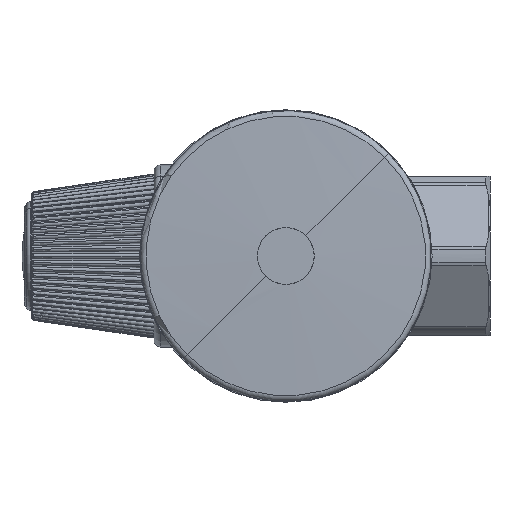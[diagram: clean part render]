
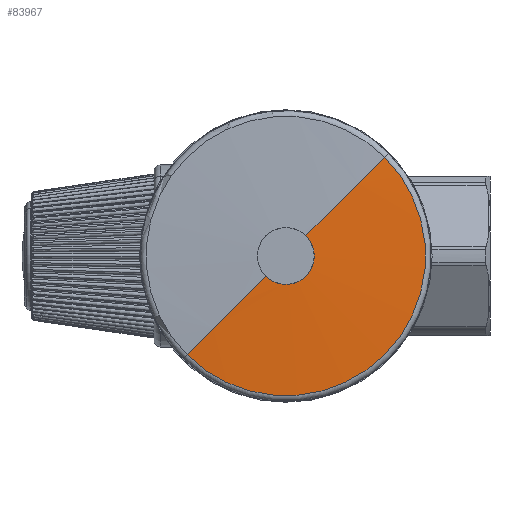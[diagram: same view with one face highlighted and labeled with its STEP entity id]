
A CAD part, left-side view. The second image highlights one B-rep face of the part: STEP entity #83967.
In plain terms, the highlighted spherical face has radius 450 mm.
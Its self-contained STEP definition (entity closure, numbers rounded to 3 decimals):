
#83692=CARTESIAN_POINT('Vertex',(-58.891,26.748,-16.548)) ;
#83706=CARTESIAN_POINT('Vertex',(-58.891,-6.348,16.548)) ;
#83735=CARTESIAN_POINT('Axis2P3D Location',(-58.891,10.2,0.)) ;
#83739=CARTESIAN_POINT('Vertex',(-58.891,-6.348,-16.548)) ;
#83742=CARTESIAN_POINT('Axis2P3D Location',(-58.891,10.2,0.)) ;
#83891=CARTESIAN_POINT('Axis2P3D Location',(390.5,10.2,0.)) ;
#83895=CARTESIAN_POINT('Vertex',(-59.475,13.559,-3.359)) ;
#83916=CARTESIAN_POINT('Vertex',(-59.475,6.841,3.359)) ;
#83919=CARTESIAN_POINT('Axis2P3D Location',(390.5,10.2,0.)) ;
#83934=CARTESIAN_POINT('Axis2P3D Location',(390.5,10.2,0.)) ;
#83939=CARTESIAN_POINT('Axis2P3D Location',(-59.475,10.2,0.)) ;
#83943=CARTESIAN_POINT('Vertex',(-59.475,5.45,0.)) ;
#83946=CARTESIAN_POINT('Axis2P3D Location',(-59.475,10.2,0.)) ;
#83950=CARTESIAN_POINT('Vertex',(-59.475,6.841,-3.359)) ;
#83953=CARTESIAN_POINT('Axis2P3D Location',(-59.475,10.2,0.)) ;
#83736=DIRECTION('Axis2P3D Direction',(-1.,0.,0.)) ;
#83743=DIRECTION('Axis2P3D Direction',(-1.,0.,0.)) ;
#83892=DIRECTION('Axis2P3D Direction',(0.,0.707,0.707)) ;
#83920=DIRECTION('Axis2P3D Direction',(0.,-0.707,-0.707)) ;
#83935=DIRECTION('Axis2P3D Direction',(-1.,0.,0.)) ;
#83936=DIRECTION('Axis2P3D XDirection',(0.,-0.707,-0.707)) ;
#83940=DIRECTION('Axis2P3D Direction',(-1.,0.,0.)) ;
#83947=DIRECTION('Axis2P3D Direction',(-1.,0.,0.)) ;
#83954=DIRECTION('Axis2P3D Direction',(-1.,0.,0.)) ;
#83737=AXIS2_PLACEMENT_3D('Circle Axis2P3D',#83735,#83736,$) ;
#83744=AXIS2_PLACEMENT_3D('Circle Axis2P3D',#83742,#83743,$) ;
#83893=AXIS2_PLACEMENT_3D('Circle Axis2P3D',#83891,#83892,$) ;
#83921=AXIS2_PLACEMENT_3D('Circle Axis2P3D',#83919,#83920,$) ;
#83937=AXIS2_PLACEMENT_3D('Sphere Axis2P3D',#83934,#83935,#83936) ;
#83941=AXIS2_PLACEMENT_3D('Circle Axis2P3D',#83939,#83940,$) ;
#83948=AXIS2_PLACEMENT_3D('Circle Axis2P3D',#83946,#83947,$) ;
#83955=AXIS2_PLACEMENT_3D('Circle Axis2P3D',#83953,#83954,$) ;
#83738=CIRCLE('generated circle',#83737,23.402) ;
#83745=CIRCLE('generated circle',#83744,23.402) ;
#83894=CIRCLE('generated circle',#83893,450.) ;
#83922=CIRCLE('generated circle',#83921,450.) ;
#83942=CIRCLE('generated circle',#83941,4.75) ;
#83949=CIRCLE('generated circle',#83948,4.75) ;
#83956=CIRCLE('generated circle',#83955,4.75) ;
#83938=SPHERICAL_SURFACE('',#83937,450.) ;
#83741=EDGE_CURVE('',#83707,#83740,#83738,.F.) ;
#83746=EDGE_CURVE('',#83740,#83693,#83745,.F.) ;
#83897=EDGE_CURVE('',#83896,#83693,#83894,.F.) ;
#83923=EDGE_CURVE('',#83917,#83707,#83922,.F.) ;
#83945=EDGE_CURVE('',#83917,#83944,#83942,.F.) ;
#83952=EDGE_CURVE('',#83944,#83951,#83949,.F.) ;
#83957=EDGE_CURVE('',#83951,#83896,#83956,.F.) ;
#83959=ORIENTED_EDGE('',*,*,#83746,.F.) ;
#83960=ORIENTED_EDGE('',*,*,#83741,.F.) ;
#83961=ORIENTED_EDGE('',*,*,#83923,.F.) ;
#83962=ORIENTED_EDGE('',*,*,#83945,.T.) ;
#83963=ORIENTED_EDGE('',*,*,#83952,.T.) ;
#83964=ORIENTED_EDGE('',*,*,#83957,.T.) ;
#83965=ORIENTED_EDGE('',*,*,#83897,.T.) ;
#83958=EDGE_LOOP('',(#83959,#83960,#83961,#83962,#83963,#83964,#83965)) ;
#83693=VERTEX_POINT('',#83692) ;
#83707=VERTEX_POINT('',#83706) ;
#83740=VERTEX_POINT('',#83739) ;
#83896=VERTEX_POINT('',#83895) ;
#83917=VERTEX_POINT('',#83916) ;
#83944=VERTEX_POINT('',#83943) ;
#83951=VERTEX_POINT('',#83950) ;
#83967=ADVANCED_FACE('PartBody',(#83966),#83938,.T.) ;
#83966=FACE_OUTER_BOUND('',#83958,.T.) ;
